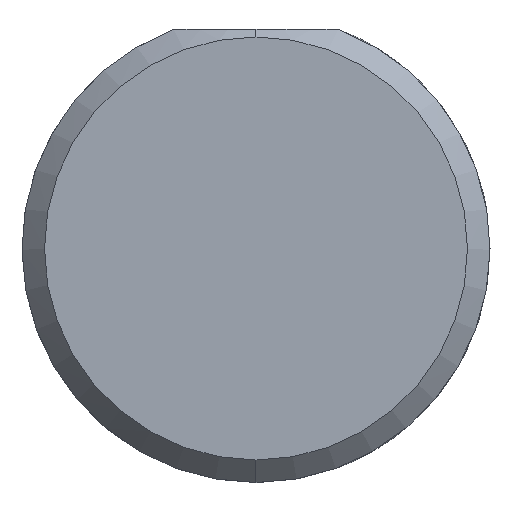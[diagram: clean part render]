
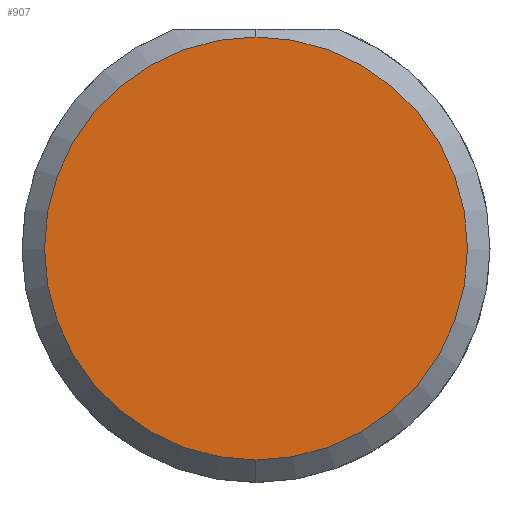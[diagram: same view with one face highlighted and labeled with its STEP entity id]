
A CAD part, left-side view. The second image highlights one B-rep face of the part: STEP entity #907.
In plain terms, the highlighted planar face has unit normal (-1, 0, 0).
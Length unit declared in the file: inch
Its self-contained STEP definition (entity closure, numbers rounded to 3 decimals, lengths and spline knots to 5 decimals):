
#65 = CARTESIAN_POINT ( 'NONE',  ( 0., 0., 0. ) ) ;
#114 = EDGE_LOOP ( 'NONE', ( #724, #682 ) ) ;
#138 = AXIS2_PLACEMENT_3D ( 'NONE', #457, #449, #1041 ) ;
#198 = PLANE ( 'NONE',  #935 ) ;
#292 = FACE_OUTER_BOUND ( 'NONE', #114, .T. ) ;
#447 = DIRECTION ( 'NONE',  ( 1., 0., 0. ) ) ;
#449 = DIRECTION ( 'NONE',  ( -1., 0., 0. ) ) ;
#457 = CARTESIAN_POINT ( 'NONE',  ( 0., 0., 0. ) ) ;
#516 = VERTEX_POINT ( 'NONE', #725 ) ;
#547 = AXIS2_PLACEMENT_3D ( 'NONE', #65, #575, #743 ) ;
#575 = DIRECTION ( 'NONE',  ( -1., 0., 0. ) ) ;
#579 = CIRCLE ( 'NONE', #138, 0.1411 ) ;
#626 = CARTESIAN_POINT ( 'NONE',  ( 0., 0., 0. ) ) ;
#639 = EDGE_CURVE ( 'NONE', #516, #772, #579, .T. ) ;
#642 = CARTESIAN_POINT ( 'NONE',  ( 0., 0., -0.1411 ) ) ;
#682 = ORIENTED_EDGE ( 'NONE', *, *, #639, .T. ) ;
#724 = ORIENTED_EDGE ( 'NONE', *, *, #1022, .T. ) ;
#725 = CARTESIAN_POINT ( 'NONE',  ( 0., 0., 0.1411 ) ) ;
#743 = DIRECTION ( 'NONE',  ( 0., 0., 1. ) ) ;
#772 = VERTEX_POINT ( 'NONE', #642 ) ;
#907 = ADVANCED_FACE ( 'NONE', ( #292 ), #198, .F. ) ;
#935 = AXIS2_PLACEMENT_3D ( 'NONE', #626, #447, #967 ) ;
#967 = DIRECTION ( 'NONE',  ( 0., 0., -1. ) ) ;
#1022 = EDGE_CURVE ( 'NONE', #772, #516, #1025, .T. ) ;
#1025 = CIRCLE ( 'NONE', #547, 0.1411 ) ;
#1041 = DIRECTION ( 'NONE',  ( 0., 0., 1. ) ) ;
